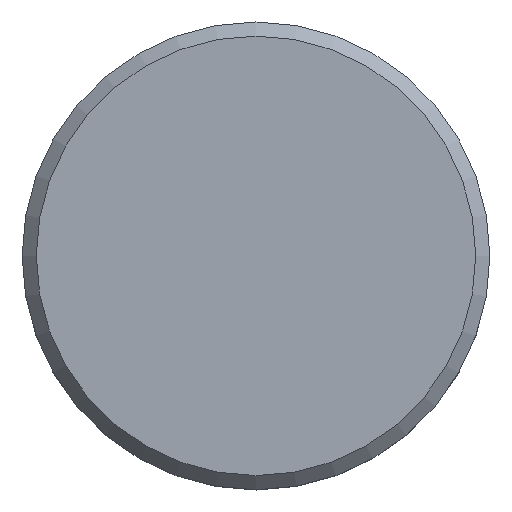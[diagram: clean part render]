
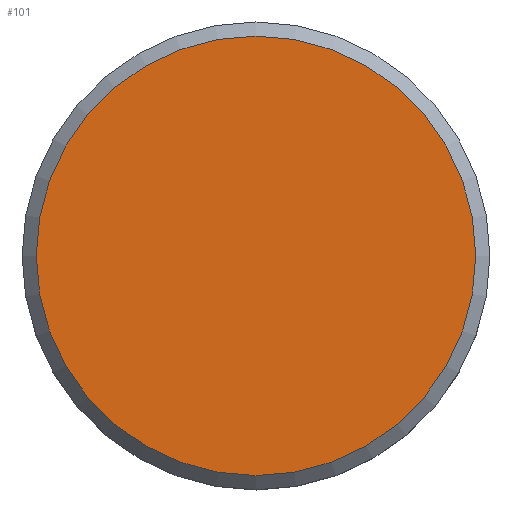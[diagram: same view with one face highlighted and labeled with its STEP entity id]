
A CAD part, top view. The second image highlights one B-rep face of the part: STEP entity #101.
In plain terms, the highlighted planar face has unit normal (0, 0, 1).
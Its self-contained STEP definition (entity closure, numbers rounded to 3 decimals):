
#27=ORIENTED_EDGE('',*,*,#43,.F.);
#43=EDGE_CURVE('',#51,#51,#59,.T.);
#51=VERTEX_POINT('',#179);
#59=CIRCLE('',#124,3.288);
#67=EDGE_LOOP('',(#27));
#83=FACE_BOUND('',#67,.T.);
#99=PLANE('',#123);
#101=ADVANCED_FACE('',(#83),#99,.F.);
#123=AXIS2_PLACEMENT_3D('',#177,#142,#143);
#124=AXIS2_PLACEMENT_3D('',#178,#144,#145);
#142=DIRECTION('',(0.,0.,-1.));
#143=DIRECTION('',(-1.,0.,0.));
#144=DIRECTION('',(0.,0.,-1.));
#145=DIRECTION('',(-1.,0.,0.));
#177=CARTESIAN_POINT('',(0.,0.,0.));
#178=CARTESIAN_POINT('',(0.,0.,0.));
#179=CARTESIAN_POINT('',(-3.288,0.,0.));
